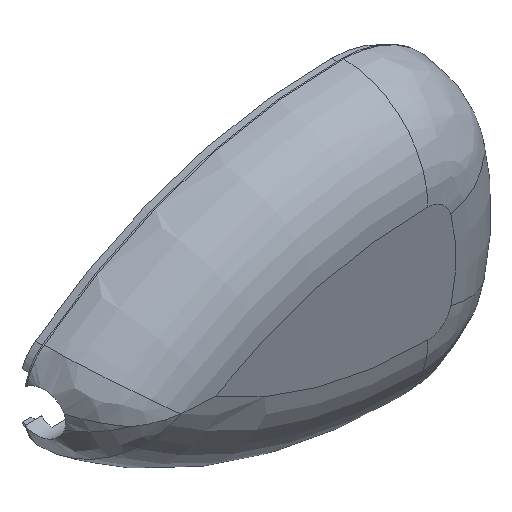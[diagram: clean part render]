
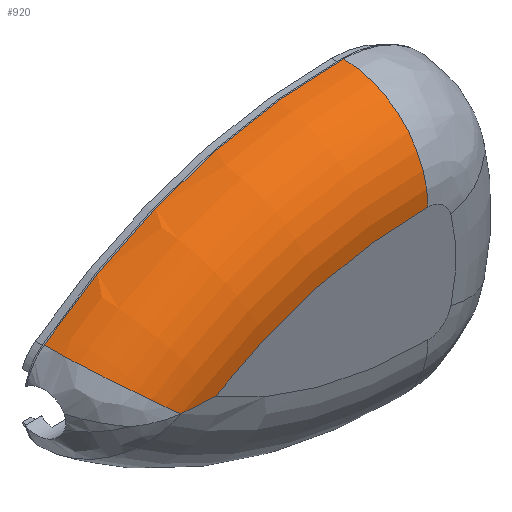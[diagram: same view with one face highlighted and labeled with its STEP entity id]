
A CAD part, isometric view. The second image highlights one B-rep face of the part: STEP entity #920.
In plain terms, the highlighted toroidal (fillet/blend) face has major radius 76.013 mm and minor radius 16 mm.
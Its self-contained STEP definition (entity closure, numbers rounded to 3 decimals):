
#24=TOROIDAL_SURFACE('',#1048,76.013,16.);
#47=B_SPLINE_CURVE_WITH_KNOTS('',3,(#1923,#1924,#1925,#1926,#1927,#1928,
#1929,#1930),.UNSPECIFIED.,.F.,.F.,(4,1,1,1,1,4),(-1.071,-0.765,
-0.612,-0.306,-0.153,0.),
 .UNSPECIFIED.);
#50=B_SPLINE_CURVE_WITH_KNOTS('',3,(#1991,#1992,#1993,#1994,#1995,#1996),
 .UNSPECIFIED.,.F.,.F.,(4,2,4),(1.704,2.309,2.312),
 .UNSPECIFIED.);
#127=FACE_OUTER_BOUND('',#179,.T.);
#179=EDGE_LOOP('',(#851,#852,#853,#854,#855));
#339=CIRCLE('',#1037,16.);
#343=CIRCLE('',#1044,76.013);
#345=CIRCLE('',#1047,92.013);
#427=VERTEX_POINT('',#1862);
#429=VERTEX_POINT('',#1912);
#431=VERTEX_POINT('',#1989);
#433=VERTEX_POINT('',#2008);
#434=VERTEX_POINT('',#2010);
#560=EDGE_CURVE('',#429,#427,#47,.T.);
#565=EDGE_CURVE('',#429,#431,#50,.T.);
#568=EDGE_CURVE('',#433,#434,#339,.T.);
#573=EDGE_CURVE('',#431,#434,#343,.T.);
#575=EDGE_CURVE('',#433,#427,#345,.T.);
#851=ORIENTED_EDGE('',*,*,#560,.F.);
#852=ORIENTED_EDGE('',*,*,#565,.T.);
#853=ORIENTED_EDGE('',*,*,#573,.T.);
#854=ORIENTED_EDGE('',*,*,#568,.F.);
#855=ORIENTED_EDGE('',*,*,#575,.T.);
#920=ADVANCED_FACE('',(#127),#24,.T.);
#1037=AXIS2_PLACEMENT_3D('',#2011,#1302,#1303);
#1044=AXIS2_PLACEMENT_3D('',#2020,#1317,#1318);
#1047=AXIS2_PLACEMENT_3D('',#2032,#1323,#1324);
#1048=AXIS2_PLACEMENT_3D('',#2033,#1325,#1326);
#1302=DIRECTION('center_axis',(1.,0.,
-0.011));
#1303=DIRECTION('ref_axis',(0.011,0.,1.));
#1317=DIRECTION('center_axis',(0.,1.,0.));
#1318=DIRECTION('ref_axis',(-0.289,0.,0.957));
#1323=DIRECTION('center_axis',(0.,-1.,0.));
#1324=DIRECTION('ref_axis',(-0.289,0.,0.957));
#1325=DIRECTION('center_axis',(0.,1.,0.));
#1326=DIRECTION('ref_axis',(0.,0.,1.));
#1862=CARTESIAN_POINT('',(-29.228,16.,12.187));
#1912=CARTESIAN_POINT('',(-19.192,0.349,3.8));
#1923=CARTESIAN_POINT('Ctrl Pts',(-19.192,0.349,3.8));
#1924=CARTESIAN_POINT('Ctrl Pts',(-20.663,0.752,5.088));
#1925=CARTESIAN_POINT('Ctrl Pts',(-22.831,1.881,6.941));
#1926=CARTESIAN_POINT('Ctrl Pts',(-26.009,5.058,9.587));
#1927=CARTESIAN_POINT('Ctrl Pts',(-27.981,8.564,11.187));
#1928=CARTESIAN_POINT('Ctrl Pts',(-29.046,12.714,12.041));
#1929=CARTESIAN_POINT('Ctrl Pts',(-29.228,14.912,12.187));
#1930=CARTESIAN_POINT('Ctrl Pts',(-29.228,16.,12.187));
#1989=CARTESIAN_POINT('',(-13.059,0.,3.8));
#1991=CARTESIAN_POINT('Ctrl Pts',(-19.192,0.349,3.8));
#1992=CARTESIAN_POINT('Ctrl Pts',(-17.169,0.105,3.8));
#1993=CARTESIAN_POINT('Ctrl Pts',(-15.122,0.001,
3.8));
#1994=CARTESIAN_POINT('Ctrl Pts',(-13.078,0.,
3.8));
#1995=CARTESIAN_POINT('Ctrl Pts',(-13.068,0.,
3.8));
#1996=CARTESIAN_POINT('Ctrl Pts',(-13.059,0.,3.8));
#2008=CARTESIAN_POINT('',(26.984,16.,30.589));
#2010=CARTESIAN_POINT('',(26.81,0.,14.59));
#2011=CARTESIAN_POINT('Origin',(26.81,16.,14.59));
#2020=CARTESIAN_POINT('Origin',(25.986,0.,-61.418));
#2032=CARTESIAN_POINT('Origin',(25.986,16.,-61.418));
#2033=CARTESIAN_POINT('Origin',(25.986,16.,-61.418));
